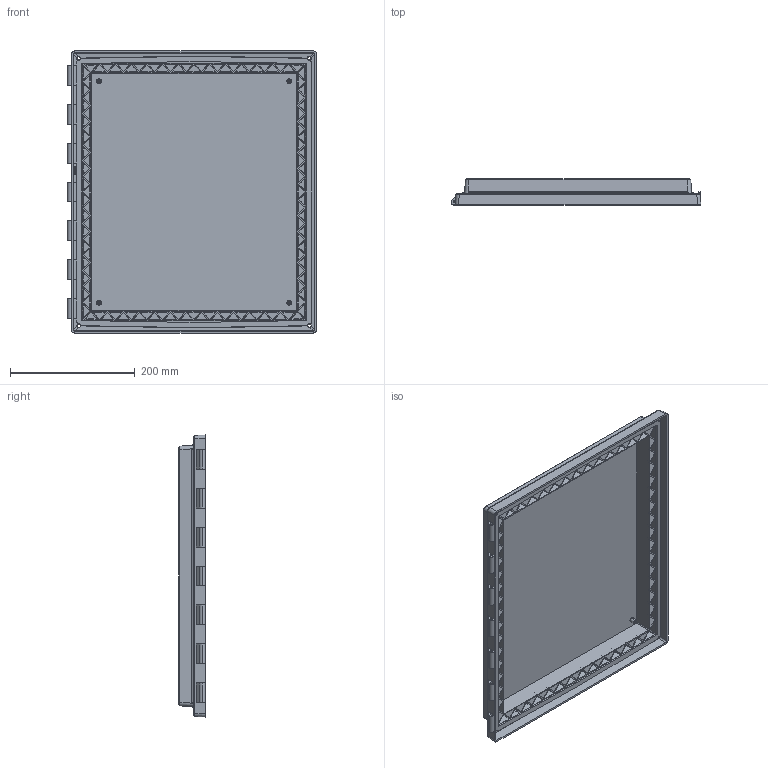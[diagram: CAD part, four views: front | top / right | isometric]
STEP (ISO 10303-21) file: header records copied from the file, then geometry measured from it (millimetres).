
FILE_DESCRIPTION (( 'STEP AP214' ), '1' );
FILE_NAME ('16x14_hinge_cover.STEP', '2008-07-30T07:52:22', ( 'Kenneth Weber' ), ( 'FIBOX Oy Ab' ), 'SwSTEP 2.0', 'SolidWorks 2008', '' );
FILE_SCHEMA (( 'AUTOMOTIVE_DESIGN' ));
Length unit declared in the file: millimetre
Products named in the file (1): 16x14_hinge_cover
Bounding box: 400.38 x 42 x 452.34 mm (x, y, z)
Volume: 1132462.5 mm3; surface area: 661838.1 mm2
Topology: 1 solids, 1 shells, 979 faces, 2517 edges, 1662 vertices
Faces by surface type: plane 689, cylinder 174, bspline 67, cone 49
Entity records: 32684 total; most frequent: CARTESIAN_POINT 10192, ORIENTED_EDGE 5034, DIRECTION 3963, EDGE_CURVE 2517, LINE 1821, VECTOR 1821, VERTEX_POINT 1662, EDGE_LOOP 1123
